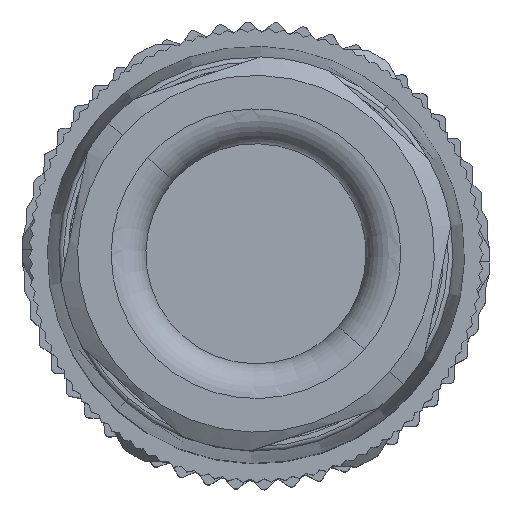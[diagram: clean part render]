
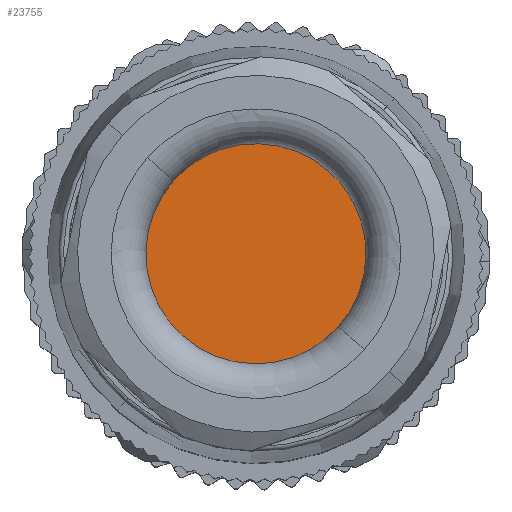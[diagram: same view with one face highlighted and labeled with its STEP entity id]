
A CAD part, top view. The second image highlights one B-rep face of the part: STEP entity #23755.
In plain terms, the highlighted planar face has unit normal (0, 0, 1).
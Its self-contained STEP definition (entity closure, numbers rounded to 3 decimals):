
#23717=AXIS2_PLACEMENT_3D('Circle Axis2P3D',#23715,#23716,$) ;
#23735=AXIS2_PLACEMENT_3D('Circle Axis2P3D',#23733,#23734,$) ;
#23749=AXIS2_PLACEMENT_3D('Plane Axis2P3D',#23746,#23747,#23748) ;
#23705=CARTESIAN_POINT('Vertex',(13.657,6.946,59.7)) ;
#23712=CARTESIAN_POINT('Vertex',(6.544,13.242,59.7)) ;
#23715=CARTESIAN_POINT('Axis2P3D Location',(10.1,10.094,59.7)) ;
#23733=CARTESIAN_POINT('Axis2P3D Location',(10.1,10.094,59.7)) ;
#23746=CARTESIAN_POINT('Axis2P3D Location',(10.1,10.094,59.7)) ;
#23716=DIRECTION('Axis2P3D Direction',(0.,0.,1.)) ;
#23734=DIRECTION('Axis2P3D Direction',(0.,0.,1.)) ;
#23747=DIRECTION('Axis2P3D Direction',(0.,0.,1.)) ;
#23748=DIRECTION('Axis2P3D XDirection',(-0.663,-0.749,0.)) ;
#23752=ORIENTED_EDGE('',*,*,#23737,.T.) ;
#23753=ORIENTED_EDGE('',*,*,#23719,.T.) ;
#23755=ADVANCED_FACE('Hauptk\X2\00F6\X0\rper',(#23754),#23750,.T.) ;
#23718=CIRCLE('generated circle',#23717,4.75) ;
#23736=CIRCLE('generated circle',#23735,4.75) ;
#23719=EDGE_CURVE('',#23706,#23713,#23718,.T.) ;
#23737=EDGE_CURVE('',#23713,#23706,#23736,.T.) ;
#23751=EDGE_LOOP('',(#23752,#23753)) ;
#23754=FACE_OUTER_BOUND('',#23751,.T.) ;
#23750=PLANE('',#23749) ;
#23706=VERTEX_POINT('',#23705) ;
#23713=VERTEX_POINT('',#23712) ;
